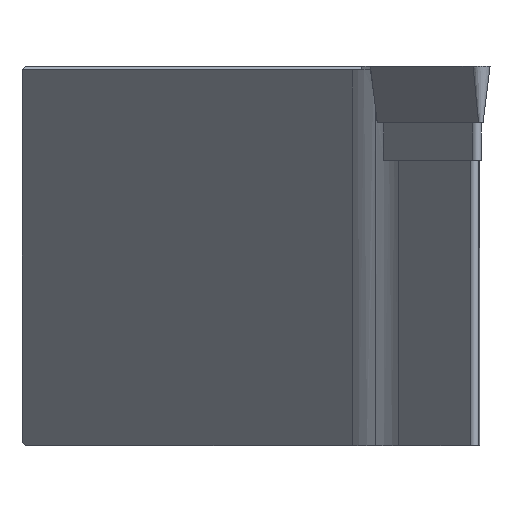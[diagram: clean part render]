
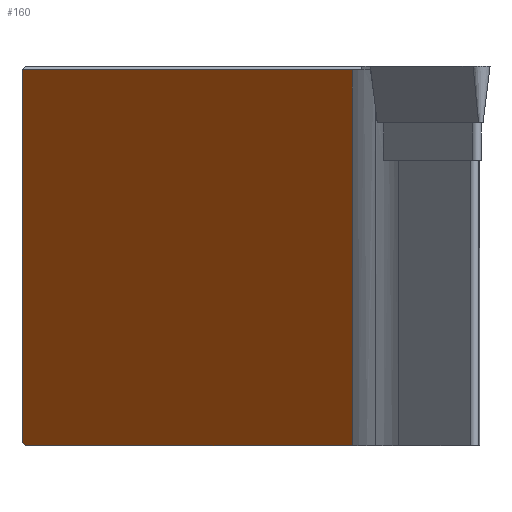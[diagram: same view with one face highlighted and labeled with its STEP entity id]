
A CAD part, left-side view. The second image highlights one B-rep face of the part: STEP entity #160.
In plain terms, the highlighted planar face has unit normal (-0.616, 0.788, 0).
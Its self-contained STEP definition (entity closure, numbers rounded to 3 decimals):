
#160=ADVANCED_FACE('',(#242),#200,.F.);
#200=PLANE('',#918);
#242=FACE_OUTER_BOUND('',#287,.T.);
#287=EDGE_LOOP('',(#443,#444,#445,#446,#447));
#443=ORIENTED_EDGE('',*,*,#658,.F.);
#444=ORIENTED_EDGE('',*,*,#629,.F.);
#445=ORIENTED_EDGE('',*,*,#632,.F.);
#446=ORIENTED_EDGE('',*,*,#626,.T.);
#447=ORIENTED_EDGE('',*,*,#614,.F.);
#543=VERTEX_POINT('',#1215);
#544=VERTEX_POINT('',#1217);
#551=VERTEX_POINT('',#1239);
#552=VERTEX_POINT('',#1243);
#554=VERTEX_POINT('',#1246);
#614=EDGE_CURVE('',#543,#544,#716,.T.);
#626=EDGE_CURVE('',#551,#544,#720,.T.);
#629=EDGE_CURVE('',#552,#554,#722,.T.);
#632=EDGE_CURVE('',#551,#552,#725,.T.);
#658=EDGE_CURVE('',#554,#543,#751,.T.);
#716=LINE('',#1216,#803);
#720=LINE('',#1238,#807);
#722=LINE('',#1245,#809);
#725=LINE('',#1251,#812);
#751=LINE('',#1301,#838);
#803=VECTOR('',#982,1.);
#807=VECTOR('',#1008,1.);
#809=VECTOR('',#1014,1.);
#812=VECTOR('',#1019,1.);
#838=VECTOR('',#1061,1.);
#918=AXIS2_PLACEMENT_3D('',#1324,#1096,#1097);
#982=DIRECTION('',(-0.788,-0.616,0.));
#1008=DIRECTION('',(0.,0.,1.));
#1014=DIRECTION('',(0.671,0.524,0.524));
#1019=DIRECTION('',(0.788,0.616,0.));
#1061=DIRECTION('',(0.,0.,1.));
#1096=DIRECTION('',(0.616,-0.788,0.));
#1097=DIRECTION('',(0.788,0.616,0.));
#1215=CARTESIAN_POINT('',(49.034,0.,-0.3));
#1216=CARTESIAN_POINT('',(13.351,-27.878,-0.3));
#1217=CARTESIAN_POINT('',(13.351,-27.878,-0.3));
#1238=CARTESIAN_POINT('',(13.351,-27.878,-40.));
#1239=CARTESIAN_POINT('',(13.351,-27.878,-32.));
#1243=CARTESIAN_POINT('',(48.65,-0.3,-32.));
#1245=CARTESIAN_POINT('',(20.239,-22.497,-54.197));
#1246=CARTESIAN_POINT('',(49.034,0.,-31.7));
#1251=CARTESIAN_POINT('',(13.351,-27.878,-32.));
#1301=CARTESIAN_POINT('',(49.034,0.,-40.));
#1324=CARTESIAN_POINT('',(13.351,-27.878,-40.));
